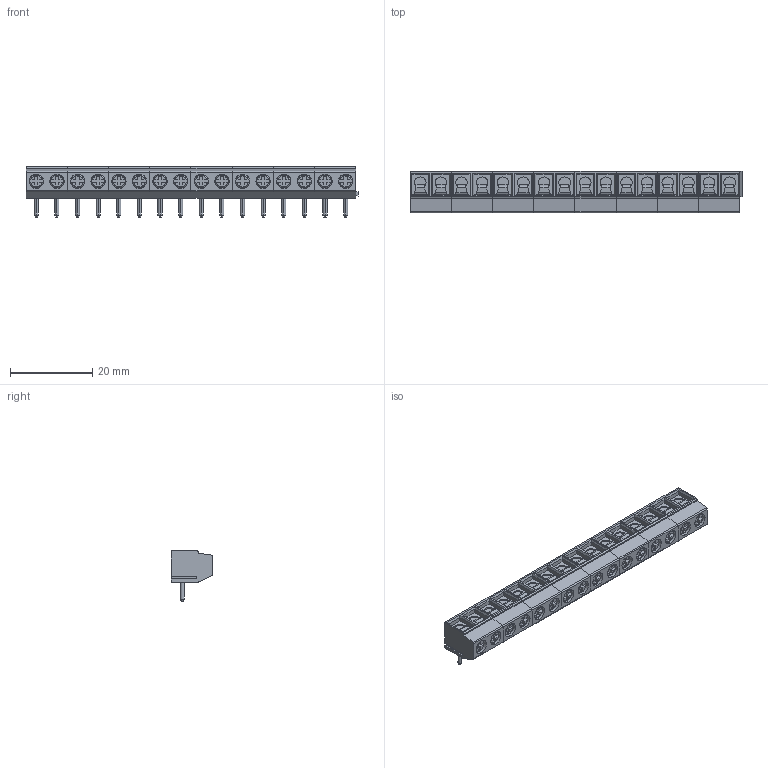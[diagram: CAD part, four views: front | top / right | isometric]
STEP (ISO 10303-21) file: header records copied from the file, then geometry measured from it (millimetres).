
FILE_DESCRIPTION(('FreeCAD Model'),'2;1');
FILE_NAME('Open CASCADE Shape Model','2021-09-24T23:12:15',( 'kicad StepUp'),('ksu MCAD'),'Open CASCADE STEP processor 7.4', 'FreeCAD','Unknown');
FILE_SCHEMA(('AUTOMOTIVE_DESIGN { 1 0 10303 214 1 1 1 1 }'));
Length unit declared in the file: millimetre
Products named in the file (1): TB002V-500-02P_Green_-_P_sp
Bounding box: 80.5 x 10 x 12.2 mm (x, y, z)
Volume: 5003 mm3; surface area: 4615.7 mm2
Topology: 1 solids, 1 shells, 1057 faces, 2658 edges, 1683 vertices
Faces by surface type: plane 657, cylinder 224, torus 80, cone 64, bspline 32
Entity records: 39623 total; most frequent: CARTESIAN_POINT 7447, ORIENTED_EDGE 5316, DIRECTION 4874, EDGE_CURVE 2658, VERTEX_POINT 1683, LINE 1662, VECTOR 1662, AXIS2_PLACEMENT_3D 1606
